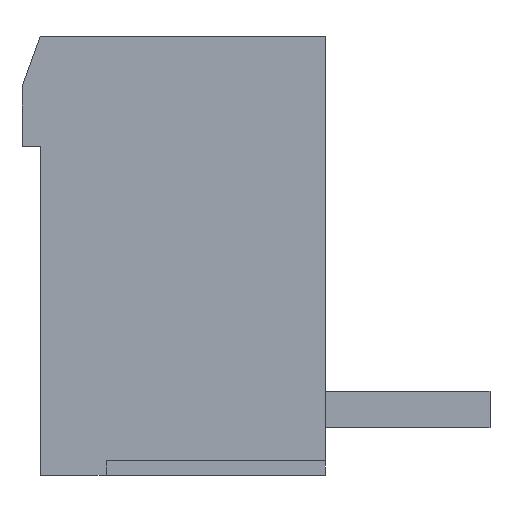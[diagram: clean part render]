
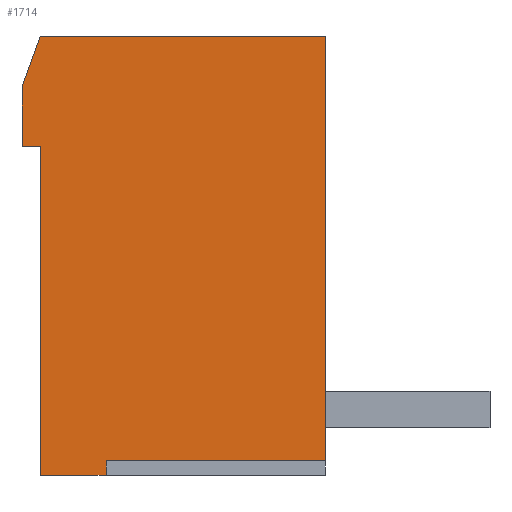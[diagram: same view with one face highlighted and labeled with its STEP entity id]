
A CAD part, left-side view. The second image highlights one B-rep face of the part: STEP entity #1714.
In plain terms, the highlighted planar face has unit normal (-1, 0, 0).
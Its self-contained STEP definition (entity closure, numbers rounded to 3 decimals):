
#134=DIRECTION('',(0.,1.,0.));
#135=VECTOR('',#134,1.8);
#136=CARTESIAN_POINT('',(-10.8,2.1,-12.));
#137=LINE('',#136,#135);
#138=DIRECTION('',(0.,0.,1.));
#139=VECTOR('',#138,9.);
#140=CARTESIAN_POINT('',(-10.8,3.9,-12.));
#141=LINE('',#140,#139);
#142=DIRECTION('',(0.,1.,0.));
#143=VECTOR('',#142,0.5);
#144=CARTESIAN_POINT('',(-10.8,3.9,-3.));
#145=LINE('',#144,#143);
#146=DIRECTION('',(0.,0.,1.));
#147=VECTOR('',#146,1.626);
#148=CARTESIAN_POINT('',(-10.8,4.4,-3.));
#149=LINE('',#148,#147);
#150=DIRECTION('',(0.,-0.342,0.94));
#151=VECTOR('',#150,1.462);
#152=CARTESIAN_POINT('',(-10.8,4.4,-1.374));
#153=LINE('',#152,#151);
#154=DIRECTION('',(0.,-1.,0.));
#155=VECTOR('',#154,7.8);
#156=CARTESIAN_POINT('',(-10.8,3.9,0.));
#157=LINE('',#156,#155);
#158=DIRECTION('',(0.,0.,-1.));
#159=VECTOR('',#158,11.6);
#160=CARTESIAN_POINT('',(-10.8,-3.9,0.));
#161=LINE('',#160,#159);
#162=DIRECTION('',(0.,1.,0.));
#163=VECTOR('',#162,6.);
#164=CARTESIAN_POINT('',(-10.8,-3.9,-11.6));
#165=LINE('',#164,#163);
#166=DIRECTION('',(0.,0.,1.));
#167=VECTOR('',#166,0.4);
#168=CARTESIAN_POINT('',(-10.8,2.1,-12.));
#169=LINE('',#168,#167);
#1334=CARTESIAN_POINT('',(-10.8,3.9,-3.));
#1335=CARTESIAN_POINT('',(-10.8,4.4,-3.));
#1336=VERTEX_POINT('',#1334);
#1337=VERTEX_POINT('',#1335);
#1338=CARTESIAN_POINT('',(-10.8,3.9,0.));
#1339=CARTESIAN_POINT('',(-10.8,-3.9,0.));
#1340=VERTEX_POINT('',#1338);
#1341=VERTEX_POINT('',#1339);
#1388=CARTESIAN_POINT('',(-10.8,2.1,-12.));
#1389=CARTESIAN_POINT('',(-10.8,3.9,-12.));
#1390=VERTEX_POINT('',#1388);
#1391=VERTEX_POINT('',#1389);
#1392=CARTESIAN_POINT('',(-10.8,4.4,-1.374));
#1393=VERTEX_POINT('',#1392);
#1408=CARTESIAN_POINT('',(-10.8,-3.9,-11.6));
#1409=CARTESIAN_POINT('',(-10.8,2.1,-11.6));
#1410=VERTEX_POINT('',#1408);
#1411=VERTEX_POINT('',#1409);
#1689=CARTESIAN_POINT('',(-10.8,0.,0.));
#1690=DIRECTION('',(1.,0.,0.));
#1691=DIRECTION('',(0.,0.,-1.));
#1692=AXIS2_PLACEMENT_3D('',#1689,#1690,#1691);
#1693=PLANE('',#1692);
#1695=ORIENTED_EDGE('',*,*,#1694,.T.);
#1697=ORIENTED_EDGE('',*,*,#1696,.T.);
#1699=ORIENTED_EDGE('',*,*,#1698,.T.);
#1701=ORIENTED_EDGE('',*,*,#1700,.T.);
#1703=ORIENTED_EDGE('',*,*,#1702,.T.);
#1705=ORIENTED_EDGE('',*,*,#1704,.T.);
#1707=ORIENTED_EDGE('',*,*,#1706,.T.);
#1709=ORIENTED_EDGE('',*,*,#1708,.T.);
#1711=ORIENTED_EDGE('',*,*,#1710,.F.);
#1712=EDGE_LOOP('',(#1695,#1697,#1699,#1701,#1703,#1705,#1707,#1709,#1711));
#1713=FACE_OUTER_BOUND('',#1712,.F.);
#1694=EDGE_CURVE('',#1390,#1391,#137,.T.);
#1696=EDGE_CURVE('',#1391,#1336,#141,.T.);
#1698=EDGE_CURVE('',#1336,#1337,#145,.T.);
#1700=EDGE_CURVE('',#1337,#1393,#149,.T.);
#1702=EDGE_CURVE('',#1393,#1340,#153,.T.);
#1704=EDGE_CURVE('',#1340,#1341,#157,.T.);
#1706=EDGE_CURVE('',#1341,#1410,#161,.T.);
#1708=EDGE_CURVE('',#1410,#1411,#165,.T.);
#1710=EDGE_CURVE('',#1390,#1411,#169,.T.);
#1714=ADVANCED_FACE('',(#1713),#1693,.F.);
